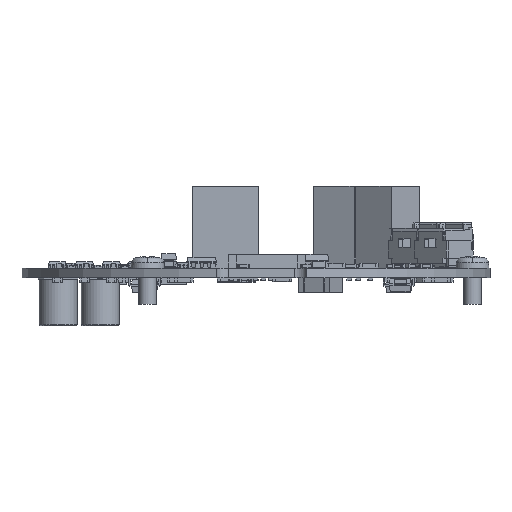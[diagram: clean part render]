
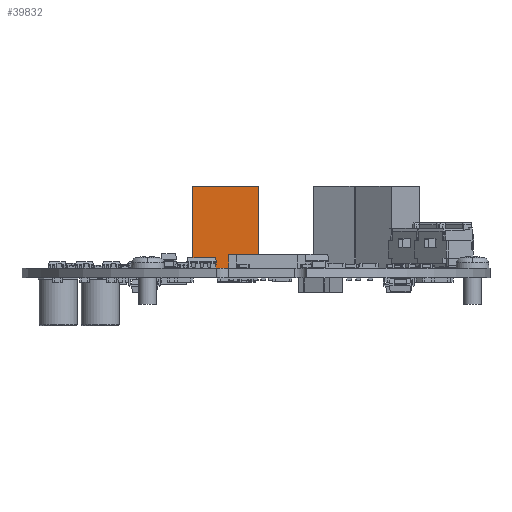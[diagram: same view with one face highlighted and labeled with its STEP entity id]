
A CAD part, left-side view. The second image highlights one B-rep face of the part: STEP entity #39832.
In plain terms, the highlighted planar face has unit normal (-1, 0, 0).
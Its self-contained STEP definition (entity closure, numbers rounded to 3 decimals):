
#39832 = ADVANCED_FACE('',(#39833),#39867,.T.);
#39833 = FACE_BOUND('',#39834,.T.);
#39834 = EDGE_LOOP('',(#39835,#39845,#39853,#39861));
#39835 = ORIENTED_EDGE('',*,*,#39836,.T.);
#39836 = EDGE_CURVE('',#39837,#39839,#39841,.T.);
#39837 = VERTEX_POINT('',#39838);
#39838 = CARTESIAN_POINT('',(-3.85,-5.5,0.));
#39839 = VERTEX_POINT('',#39840);
#39840 = CARTESIAN_POINT('',(-3.85,-5.5,13.6));
#39841 = LINE('',#39842,#39843);
#39842 = CARTESIAN_POINT('',(-3.85,-5.5,0.));
#39843 = VECTOR('',#39844,1.);
#39844 = DIRECTION('',(0.,0.,1.));
#39845 = ORIENTED_EDGE('',*,*,#39846,.T.);
#39846 = EDGE_CURVE('',#39839,#39847,#39849,.T.);
#39847 = VERTEX_POINT('',#39848);
#39848 = CARTESIAN_POINT('',(-3.85,5.5,13.6));
#39849 = LINE('',#39850,#39851);
#39850 = CARTESIAN_POINT('',(-3.85,-5.5,13.6));
#39851 = VECTOR('',#39852,1.);
#39852 = DIRECTION('',(0.,1.,0.));
#39853 = ORIENTED_EDGE('',*,*,#39854,.F.);
#39854 = EDGE_CURVE('',#39855,#39847,#39857,.T.);
#39855 = VERTEX_POINT('',#39856);
#39856 = CARTESIAN_POINT('',(-3.85,5.5,0.));
#39857 = LINE('',#39858,#39859);
#39858 = CARTESIAN_POINT('',(-3.85,5.5,0.));
#39859 = VECTOR('',#39860,1.);
#39860 = DIRECTION('',(0.,0.,1.));
#39861 = ORIENTED_EDGE('',*,*,#39862,.F.);
#39862 = EDGE_CURVE('',#39837,#39855,#39863,.T.);
#39863 = LINE('',#39864,#39865);
#39864 = CARTESIAN_POINT('',(-3.85,-5.5,0.));
#39865 = VECTOR('',#39866,1.);
#39866 = DIRECTION('',(0.,1.,0.));
#39867 = PLANE('',#39868);
#39868 = AXIS2_PLACEMENT_3D('',#39869,#39870,#39871);
#39869 = CARTESIAN_POINT('',(-3.85,-5.5,0.));
#39870 = DIRECTION('',(-1.,0.,0.));
#39871 = DIRECTION('',(0.,1.,0.));
